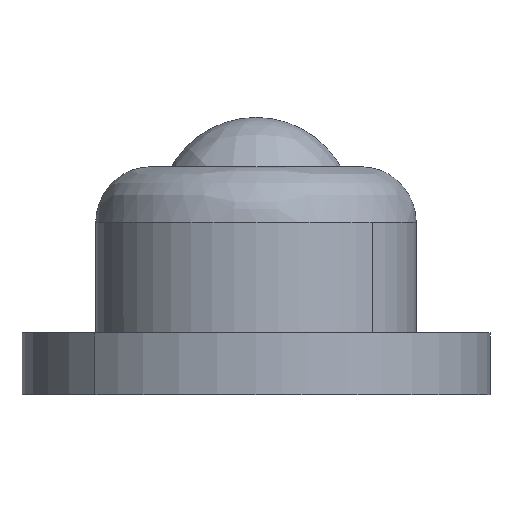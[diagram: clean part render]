
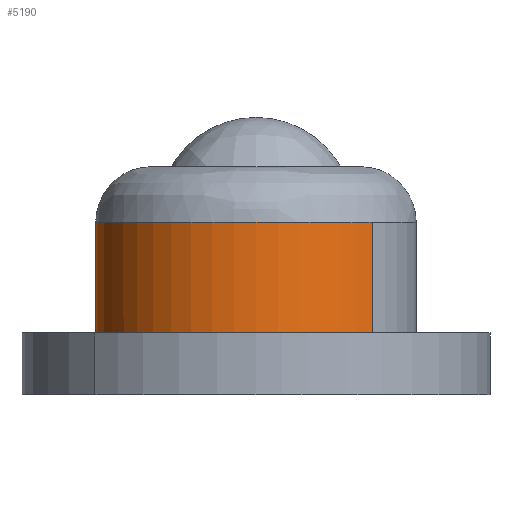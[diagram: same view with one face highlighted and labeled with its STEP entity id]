
A CAD part, front view. The second image highlights one B-rep face of the part: STEP entity #5190.
In plain terms, the highlighted free-form (B-spline) face has degree [2, 1] with [5, 2] control points.
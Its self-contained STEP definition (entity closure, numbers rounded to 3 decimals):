
#4492=CARTESIAN_POINT('',(-26.,0.,28.));
#4493=VERTEX_POINT('',#4492);
#4547=CARTESIAN_POINT('',(-18.86,17.897,28.));
#4548=VERTEX_POINT('',#4547);
#4560=CARTESIAN_POINT('',(-26.,0.,28.));
#4561=CARTESIAN_POINT('',(-26.,1.851,28.));
#4562=CARTESIAN_POINT('',(-25.653,5.089,28.));
#4563=CARTESIAN_POINT('',(-24.459,9.038,28.));
#4564=CARTESIAN_POINT('',(-22.934,12.416,28.));
#4565=CARTESIAN_POINT('',(-21.16,15.261,28.));
#4566=CARTESIAN_POINT('',(-19.567,17.151,28.));
#4567=CARTESIAN_POINT('',(-18.86,17.897,28.));
#4568=B_SPLINE_CURVE_WITH_KNOTS('',3,(#4560,#4561,#4562,#4563,#4564,#4565,#4566,#4567),.UNSPECIFIED.,.F.,.U.,(4,1,1,1,1,4),(0.,5.552,9.716,12.337,16.655,19.74),.UNSPECIFIED.);
#4569=EDGE_CURVE('',#4493,#4548,#4568,.T.);
#4604=CARTESIAN_POINT('',(0.,-26.,28.));
#4605=VERTEX_POINT('',#4604);
#4606=CARTESIAN_POINT('',(0.,-26.,28.));
#4607=CARTESIAN_POINT('',(-1.117,-26.,28.));
#4608=CARTESIAN_POINT('',(-3.191,-25.866,28.));
#4609=CARTESIAN_POINT('',(-6.123,-25.32,28.));
#4610=CARTESIAN_POINT('',(-8.622,-24.57,28.));
#4611=CARTESIAN_POINT('',(-11.136,-23.547,28.));
#4612=CARTESIAN_POINT('',(-14.097,-21.965,28.));
#4613=CARTESIAN_POINT('',(-16.878,-19.889,28.));
#4614=CARTESIAN_POINT('',(-19.567,-17.233,28.));
#4615=CARTESIAN_POINT('',(-21.7,-14.499,28.));
#4616=CARTESIAN_POINT('',(-23.294,-11.665,28.));
#4617=CARTESIAN_POINT('',(-24.427,-9.023,28.));
#4618=CARTESIAN_POINT('',(-25.19,-6.639,28.));
#4619=CARTESIAN_POINT('',(-25.832,-3.51,28.));
#4620=CARTESIAN_POINT('',(-26.,-1.329,28.));
#4621=CARTESIAN_POINT('',(-26.,0.,28.));
#4622=B_SPLINE_CURVE_WITH_KNOTS('',3,(#4606,#4607,#4608,#4609,#4610,#4611,#4612,#4613,#4614,#4615,#4616,#4617,#4618,#4619,#4620,#4621),.UNSPECIFIED.,.F.,.U.,(4,1,1,1,1,1,1,1,1,1,1,1,1,4),(0.,3.35,6.222,8.934,11.167,14.358,18.985,21.537,25.685,29.354,31.269,34.3,36.852,40.841),.UNSPECIFIED.);
#4623=EDGE_CURVE('',#4605,#4493,#4622,.T.);
#4625=CARTESIAN_POINT('',(18.86,-17.897,28.));
#4626=VERTEX_POINT('',#4625);
#4627=CARTESIAN_POINT('',(18.86,-17.897,28.));
#4628=CARTESIAN_POINT('',(17.498,-19.333,28.));
#4629=CARTESIAN_POINT('',(15.251,-21.215,28.));
#4630=CARTESIAN_POINT('',(12.069,-23.077,28.));
#4631=CARTESIAN_POINT('',(9.42,-24.295,28.));
#4632=CARTESIAN_POINT('',(6.856,-25.136,28.));
#4633=CARTESIAN_POINT('',(3.572,-25.823,28.));
#4634=CARTESIAN_POINT('',(1.429,-26.,28.));
#4635=CARTESIAN_POINT('',(0.,-26.,28.));
#4636=B_SPLINE_CURVE_WITH_KNOTS('',3,(#4627,#4628,#4629,#4630,#4631,#4632,#4633,#4634,#4635),.UNSPECIFIED.,.F.,.U.,(4,1,1,1,1,1,4),(0.,5.935,8.737,11.045,14.672,16.815,21.101),.UNSPECIFIED.);
#4637=EDGE_CURVE('',#4626,#4605,#4636,.T.);
#5057=CARTESIAN_POINT('',(18.86,-17.897,10.0));
#5058=VERTEX_POINT('',#5057);
#5059=CARTESIAN_POINT('',(18.86,-17.897,28.));
#5060=CARTESIAN_POINT('',(18.86,-17.897,10.0));
#5061=QUASI_UNIFORM_CURVE('',1,(#5059,#5060),.UNSPECIFIED.,.F.,.U.);
#5062=EDGE_CURVE('',#4626,#5058,#5061,.T.);
#5098=CARTESIAN_POINT('',(-18.86,17.897,10.0));
#5099=VERTEX_POINT('',#5098);
#5112=CARTESIAN_POINT('',(-18.86,17.897,28.));
#5113=CARTESIAN_POINT('',(-18.86,17.897,10.0));
#5114=QUASI_UNIFORM_CURVE('',1,(#5112,#5113),.UNSPECIFIED.,.F.,.U.);
#5115=EDGE_CURVE('',#4548,#5099,#5114,.T.);
#5120=CARTESIAN_POINT('',(18.86,-17.897,28.45));
#5121=CARTESIAN_POINT('',(0.963,-36.757,28.45));
#5122=CARTESIAN_POINT('',(-17.897,-18.86,28.45));
#5123=CARTESIAN_POINT('',(-36.757,-0.963,28.45));
#5124=CARTESIAN_POINT('',(-18.86,17.897,28.45));
#5125=CARTESIAN_POINT('',(18.86,-17.897,9.539));
#5126=CARTESIAN_POINT('',(0.963,-36.757,9.539));
#5127=CARTESIAN_POINT('',(-17.897,-18.86,9.539));
#5128=CARTESIAN_POINT('',(-36.757,-0.963,9.539));
#5129=CARTESIAN_POINT('',(-18.86,17.897,9.539));
#5137=(BOUNDED_SURFACE()B_SPLINE_SURFACE(2,1,((#5120,#5125),(#5121,#5126),(#5122,#5127),(#5123,#5128),(#5124,#5129)),.UNSPECIFIED.,.F.,.F.,.U.)B_SPLINE_SURFACE_WITH_KNOTS((3,2,3),(2,2),(0.0,43.078,86.156),(0.0,18.911),.UNSPECIFIED.)GEOMETRIC_REPRESENTATION_ITEM()RATIONAL_B_SPLINE_SURFACE(((1.0,1.0),(0.707,0.707),(1.0,1.0),(0.707,0.707),(1.0,1.0)))REPRESENTATION_ITEM('')SURFACE());
#5138=ORIENTED_EDGE('',*,*,#4569,.T.);
#5139=ORIENTED_EDGE('',*,*,#5115,.T.);
#5140=CARTESIAN_POINT('',(-26.0,0.0,10.0));
#5141=VERTEX_POINT('',#5140);
#5142=CARTESIAN_POINT('',(-26.0,0.0,10.0));
#5143=CARTESIAN_POINT('',(-26.,1.696,10.0));
#5144=CARTESIAN_POINT('',(-25.722,4.524,10.));
#5145=CARTESIAN_POINT('',(-24.832,7.858,10.));
#5146=CARTESIAN_POINT('',(-23.848,10.456,10.));
#5147=CARTESIAN_POINT('',(-22.713,12.767,10.0));
#5148=CARTESIAN_POINT('',(-21.02,15.412,10.));
#5149=CARTESIAN_POINT('',(-19.674,17.04,10.));
#5150=CARTESIAN_POINT('',(-18.86,17.897,10.0));
#5151=B_SPLINE_CURVE_WITH_KNOTS('',3,(#5142,#5143,#5144,#5145,#5146,#5147,#5148,#5149,#5150),.UNSPECIFIED.,.F.,.U.,(4,1,1,1,1,1,4),(0.,5.089,8.482,10.332,13.417,16.193,19.74),.UNSPECIFIED.);
#5152=EDGE_CURVE('',#5141,#5099,#5151,.T.);
#5153=ORIENTED_EDGE('',*,*,#5152,.F.);
#5154=CARTESIAN_POINT('',(0.,-26.,10.0));
#5155=VERTEX_POINT('',#5154);
#5156=CARTESIAN_POINT('',(0.,-26.,10.0));
#5157=CARTESIAN_POINT('',(-1.542,-26.,10.));
#5158=CARTESIAN_POINT('',(-4.52,-25.734,10.));
#5159=CARTESIAN_POINT('',(-8.542,-24.661,10.));
#5160=CARTESIAN_POINT('',(-11.717,-23.277,10.));
#5161=CARTESIAN_POINT('',(-14.339,-21.748,10.));
#5162=CARTESIAN_POINT('',(-16.784,-19.947,10.));
#5163=CARTESIAN_POINT('',(-19.216,-17.632,10.));
#5164=CARTESIAN_POINT('',(-21.214,-15.135,10.));
#5165=CARTESIAN_POINT('',(-22.878,-12.471,10.));
#5166=CARTESIAN_POINT('',(-24.208,-9.681,10.));
#5167=CARTESIAN_POINT('',(-25.169,-6.743,10.));
#5168=CARTESIAN_POINT('',(-25.832,-3.51,10.));
#5169=CARTESIAN_POINT('',(-26.,-1.329,10.));
#5170=CARTESIAN_POINT('',(-26.0,0.0,10.0));
#5171=B_SPLINE_CURVE_WITH_KNOTS('',3,(#5156,#5157,#5158,#5159,#5160,#5161,#5162,#5163,#5164,#5165,#5166,#5167,#5168,#5169,#5170),.UNSPECIFIED.,.F.,.U.,(4,1,1,1,1,1,1,1,1,1,1,1,4),(0.,4.626,8.934,12.444,14.996,18.027,21.537,25.047,27.599,30.95,34.3,36.852,40.841),.UNSPECIFIED.);
#5172=EDGE_CURVE('',#5155,#5141,#5171,.T.);
#5173=ORIENTED_EDGE('',*,*,#5172,.F.);
#5174=CARTESIAN_POINT('',(18.86,-17.897,10.0));
#5175=CARTESIAN_POINT('',(17.914,-18.894,10.0));
#5176=CARTESIAN_POINT('',(15.906,-20.7,10.));
#5177=CARTESIAN_POINT('',(12.441,-22.954,10.0));
#5178=CARTESIAN_POINT('',(9.066,-24.455,10.));
#5179=CARTESIAN_POINT('',(4.89,-25.666,10.));
#5180=CARTESIAN_POINT('',(1.978,-26.,10.));
#5181=CARTESIAN_POINT('',(0.,-26.,10.0));
#5182=B_SPLINE_CURVE_WITH_KNOTS('',3,(#5174,#5175,#5176,#5177,#5178,#5179,#5180,#5181),.UNSPECIFIED.,.F.,.U.,(4,1,1,1,1,4),(0.,4.121,8.078,12.364,15.166,21.101),.UNSPECIFIED.);
#5183=EDGE_CURVE('',#5058,#5155,#5182,.T.);
#5184=ORIENTED_EDGE('',*,*,#5183,.F.);
#5185=ORIENTED_EDGE('',*,*,#5062,.F.);
#5186=ORIENTED_EDGE('',*,*,#4637,.T.);
#5187=ORIENTED_EDGE('',*,*,#4623,.T.);
#5188=EDGE_LOOP('',(#5138,#5139,#5153,#5173,#5184,#5185,#5186,#5187));
#5189=FACE_OUTER_BOUND('',#5188,.T.);
#5190=ADVANCED_FACE('',(#5189),#5137,.T.);
